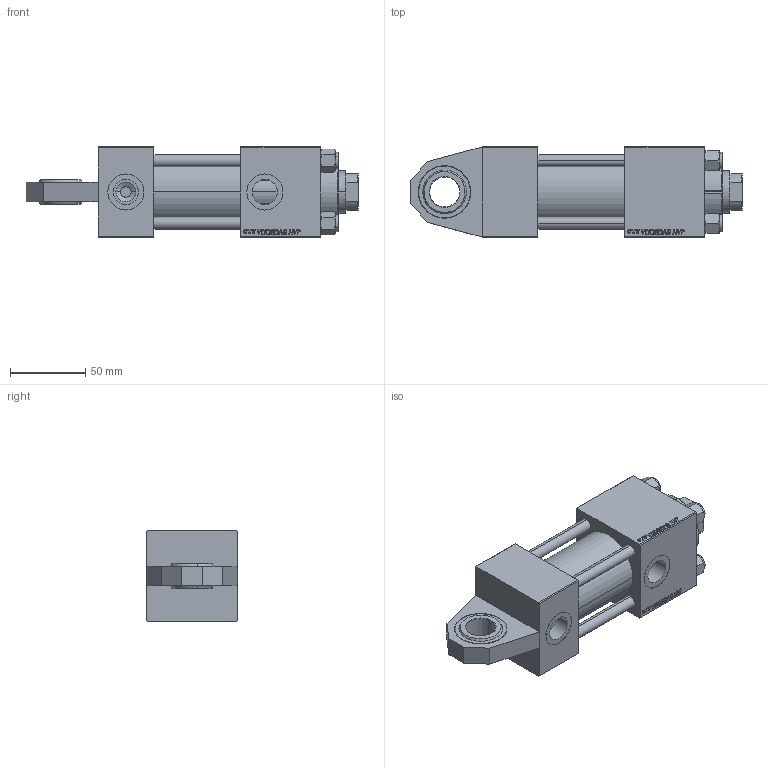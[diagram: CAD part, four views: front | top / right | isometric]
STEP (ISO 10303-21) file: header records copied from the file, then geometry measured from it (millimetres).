
FILE_DESCRIPTION (( 'STEP AP203' ), '1' );
FILE_NAME ('98fa.STEP', '2023-08-22T20:19:05', ( '' ), ( '' ), 'SwSTEP 2.0', 'SolidWorks 2019', '' );
FILE_SCHEMA (( 'CONFIG_CONTROL_DESIGN' ));
Length unit declared in the file: millimetre
Products named in the file (7): V215_VC_A 34dad6757d7c2a3e19335a058aa4bc17; V215CR_TYCINKA_J 34dad6757d7c2a3e19335a058aa4bc17; V215CR_J_VNITRNI_KROUZEK 34dad6757d7c2a3e19335a058aa4bc17; V215CR_J_Body 34dad6757d7c2a3e19335a058aa4bc17; NUT_M5_J 34dad6757d7c2a3e19335a058aa4bc17; V215CR_VCP_J 34dad6757d7c2a3e19335a058aa4bc17; 98fa
Assembly tree (12 placements, depth 2):
  98fa
    V215CR_J_Body 34dad6757d7c2a3e19335a058aa4bc17
    V215CR_J_VNITRNI_KROUZEK 34dad6757d7c2a3e19335a058aa4bc17
    V215CR_VCP_J 34dad6757d7c2a3e19335a058aa4bc17
    V215CR_TYCINKA_J 34dad6757d7c2a3e19335a058aa4bc17  x4
    NUT_M5_J 34dad6757d7c2a3e19335a058aa4bc17  x4
    V215_VC_A 34dad6757d7c2a3e19335a058aa4bc17
Bounding box: 221 x 60 x 60 mm (x, y, z)
Volume: 451156.6 mm3; surface area: 120725.9 mm2
Topology: 12 solids, 12 shells, 1147 faces, 2878 edges, 1867 vertices
Faces by surface type: plane 519, bspline 392, cone 128, cylinder 88, torus 20
Entity records: 50337 total; most frequent: CARTESIAN_POINT 27086, ORIENTED_EDGE 5248, DIRECTION 3332, EDGE_CURVE 2624, VERTEX_POINT 1723, VECTOR 1558, LINE 1558, EDGE_LOOP 1153
